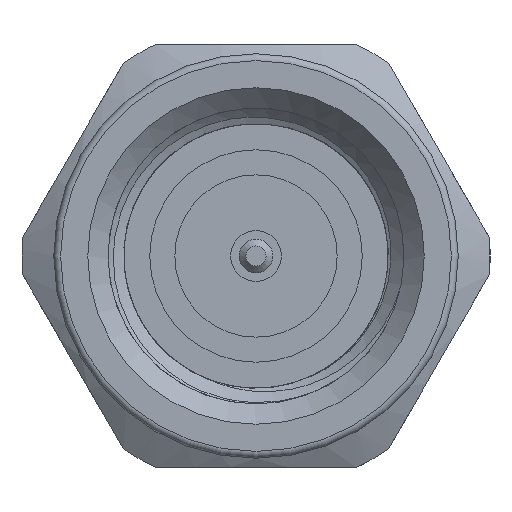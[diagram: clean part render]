
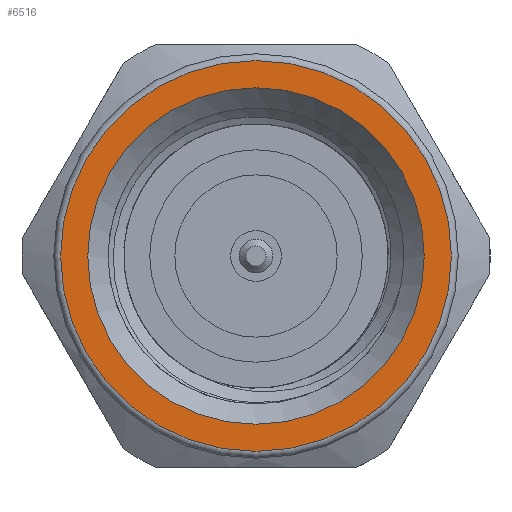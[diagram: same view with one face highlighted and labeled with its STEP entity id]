
A CAD part, left-side view. The second image highlights one B-rep face of the part: STEP entity #6516.
In plain terms, the highlighted planar face has unit normal (-1, 0, 0).
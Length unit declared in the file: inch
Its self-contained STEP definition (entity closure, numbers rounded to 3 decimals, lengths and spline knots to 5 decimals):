
#582 = DIRECTION ( 'NONE',  ( -1., 0., 0. ) ) ;
#591 = ORIENTED_EDGE ( 'NONE', *, *, #5398, .T. ) ;
#696 = CARTESIAN_POINT ( 'NONE',  ( 0., 0., 0. ) ) ;
#1357 = EDGE_LOOP ( 'NONE', ( #4946 ) ) ;
#1389 = CARTESIAN_POINT ( 'NONE',  ( 0., 0.21542, -0.12437 ) ) ;
#1738 = CIRCLE ( 'NONE', #5451, 0.28892 ) ;
#1947 = FACE_BOUND ( 'NONE', #5903, .T. ) ;
#2002 = AXIS2_PLACEMENT_3D ( 'NONE', #5490, #6511, #3496 ) ;
#2137 = DIRECTION ( 'NONE',  ( 0., 0.866, -0.5 ) ) ;
#2245 = AXIS2_PLACEMENT_3D ( 'NONE', #696, #2611, #2713 ) ;
#2254 = CIRCLE ( 'NONE', #2245, 0.24875 ) ;
#2611 = DIRECTION ( 'NONE',  ( 1., 0., 0. ) ) ;
#2713 = DIRECTION ( 'NONE',  ( 0., 0.866, -0.5 ) ) ;
#3467 = PLANE ( 'NONE',  #2002 ) ;
#3496 = DIRECTION ( 'NONE',  ( 0., -1., 0. ) ) ;
#3960 = FACE_OUTER_BOUND ( 'NONE', #1357, .T. ) ;
#4371 = EDGE_CURVE ( 'NONE', #5898, #5898, #1738, .T. ) ;
#4438 = VERTEX_POINT ( 'NONE', #1389 ) ;
#4622 = CARTESIAN_POINT ( 'NONE',  ( 0., 0., 0. ) ) ;
#4946 = ORIENTED_EDGE ( 'NONE', *, *, #4371, .T. ) ;
#5398 = EDGE_CURVE ( 'NONE', #4438, #4438, #2254, .T. ) ;
#5451 = AXIS2_PLACEMENT_3D ( 'NONE', #4622, #582, #2137 ) ;
#5490 = CARTESIAN_POINT ( 'NONE',  ( 0., 0.23383, -0.135 ) ) ;
#5898 = VERTEX_POINT ( 'NONE', #5962 ) ;
#5903 = EDGE_LOOP ( 'NONE', ( #591 ) ) ;
#5962 = CARTESIAN_POINT ( 'NONE',  ( 0., 0.25022, -0.14446 ) ) ;
#6511 = DIRECTION ( 'NONE',  ( 1., 0., 0. ) ) ;
#6516 = ADVANCED_FACE ( 'NONE', ( #1947, #3960 ), #3467, .F. ) ;
